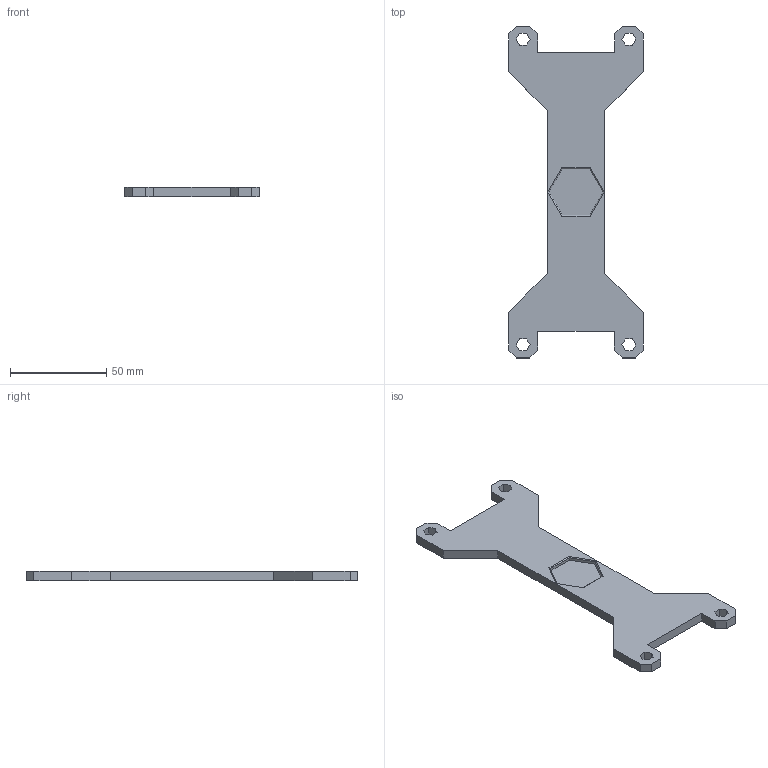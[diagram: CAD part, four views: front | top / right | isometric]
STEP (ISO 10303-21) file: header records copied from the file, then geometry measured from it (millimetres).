
FILE_DESCRIPTION(/* description */ (''),/* implementation_level */ '2;1');
FILE_NAME(/* name */ 'OSM - Middle Brace Bottom.step',/* time_stamp */ '2024-06-15T10:41:29-04:00',/* author */ (''),/* organization */ (''),/* preprocessor_version */ 'ST-DEVELOPER v20',/* originating_system */ 'Autodesk Translation Framework v13.14.0.145',/* authorisation */ '');
FILE_SCHEMA (('AUTOMOTIVE_DESIGN { 1 0 10303 214 3 1 1 }'));
Length unit declared in the file: millimetre
Products named in the file (1): Core
Bounding box: 70 x 172.6 x 5 mm (x, y, z)
Volume: 31850.1 mm3; surface area: 16499.9 mm2
Topology: 1 solids, 1 shells, 68 faces, 189 edges, 124 vertices
Faces by surface type: plane 68
Entity records: 2163 total; most frequent: CARTESIAN_POINT 382, ORIENTED_EDGE 378, DIRECTION 327, LINE 189, VECTOR 189, EDGE_CURVE 189, VERTEX_POINT 124, EDGE_LOOP 77
